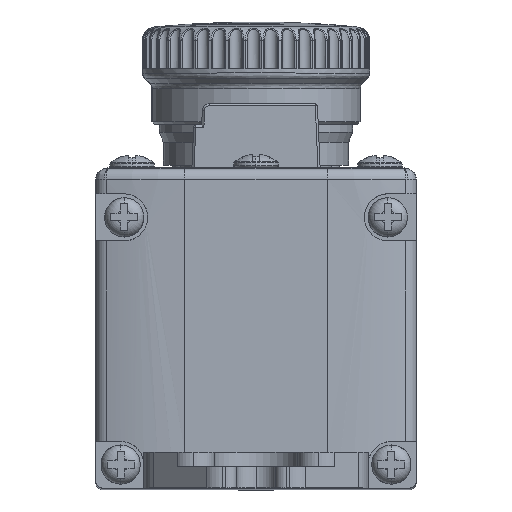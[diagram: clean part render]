
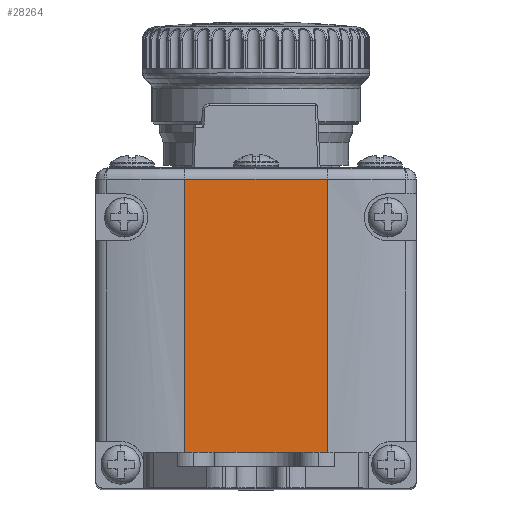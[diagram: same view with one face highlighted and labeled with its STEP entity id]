
A CAD part, top view. The second image highlights one B-rep face of the part: STEP entity #28264.
In plain terms, the highlighted planar face has unit normal (0, 0, 1).
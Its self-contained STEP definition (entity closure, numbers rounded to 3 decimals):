
#3630 = CARTESIAN_POINT ( 'NONE',  ( 22.5, 45., 71. ) ) ;
#3633 = FACE_OUTER_BOUND ( 'NONE', #38564, .T. ) ;
#3634 = PLANE ( 'NONE',  #3938 ) ;
#3637 = DIRECTION ( 'NONE',  ( 0., 0., 1. ) ) ;
#3638 = DIRECTION ( 'NONE',  ( 1., 0., 0. ) ) ;
#3938 = AXIS2_PLACEMENT_3D ( 'NONE', #3630, #3637, #3638 ) ;
#9483 = VECTOR ( 'NONE', #10000, 1000. ) ;
#9513 = VECTOR ( 'NONE', #10085, 1000. ) ;
#9520 = VECTOR ( 'NONE', #10136, 1000. ) ;
#9547 = VECTOR ( 'NONE', #10178, 1000. ) ;
#9991 = LINE ( 'NONE', #9999, #9483 ) ;
#9999 = CARTESIAN_POINT ( 'NONE',  ( 10., 0., 71. ) ) ;
#10000 = DIRECTION ( 'NONE',  ( 0., 1., 0. ) ) ;
#10083 = LINE ( 'NONE', #10084, #9513 ) ;
#10084 = CARTESIAN_POINT ( 'NONE',  ( 22.5, 43.349, 71. ) ) ;
#10085 = DIRECTION ( 'NONE',  ( -1., 0., 0. ) ) ;
#10122 = CARTESIAN_POINT ( 'NONE',  ( -10., 0., 71. ) ) ;
#10132 = LINE ( 'NONE', #10122, #9520 ) ;
#10136 = DIRECTION ( 'NONE',  ( 0., 1., 0. ) ) ;
#10176 = LINE ( 'NONE', #10177, #9547 ) ;
#10177 = CARTESIAN_POINT ( 'NONE',  ( 22.5, 5., 71. ) ) ;
#10178 = DIRECTION ( 'NONE',  ( 1., 0., 0. ) ) ;
#21435 = CARTESIAN_POINT ( 'NONE',  ( 10., 43.349, 71. ) ) ;
#24071 = CARTESIAN_POINT ( 'NONE',  ( -10., 43.349, 71. ) ) ;
#24313 = CARTESIAN_POINT ( 'NONE',  ( 10., 5., 71. ) ) ;
#24501 = CARTESIAN_POINT ( 'NONE',  ( -10., 5., 71. ) ) ;
#28264 = ADVANCED_FACE ( 'NONE', ( #3633 ), #3634, .T. ) ;
#28826 = EDGE_CURVE ( 'NONE', #35446, #34166, #9991, .T. ) ;
#28851 = EDGE_CURVE ( 'NONE', #34166, #34846, #10083, .T. ) ;
#28866 = EDGE_CURVE ( 'NONE', #36013, #34846, #10132, .T. ) ;
#28879 = EDGE_CURVE ( 'NONE', #36013, #35446, #10176, .T. ) ;
#32955 = ORIENTED_EDGE ( 'NONE', *, *, #28866, .F. ) ;
#32956 = ORIENTED_EDGE ( 'NONE', *, *, #28879, .T. ) ;
#32957 = ORIENTED_EDGE ( 'NONE', *, *, #28826, .T. ) ;
#32958 = ORIENTED_EDGE ( 'NONE', *, *, #28851, .T. ) ;
#34166 = VERTEX_POINT ( 'NONE', #21435 ) ;
#34846 = VERTEX_POINT ( 'NONE', #24071 ) ;
#35446 = VERTEX_POINT ( 'NONE', #24313 ) ;
#36013 = VERTEX_POINT ( 'NONE', #24501 ) ;
#38564 = EDGE_LOOP ( 'NONE', ( #32955, #32956, #32957, #32958 ) ) ;
